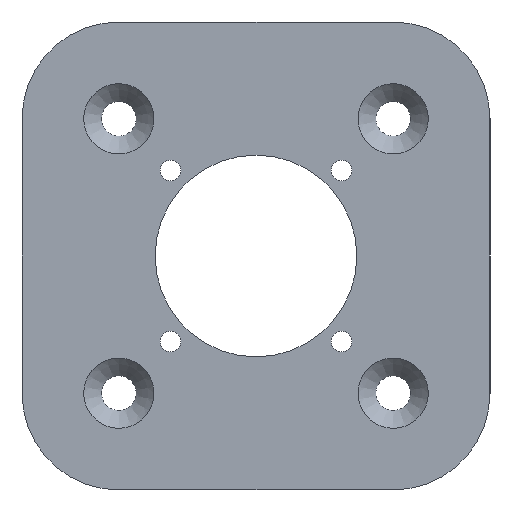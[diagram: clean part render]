
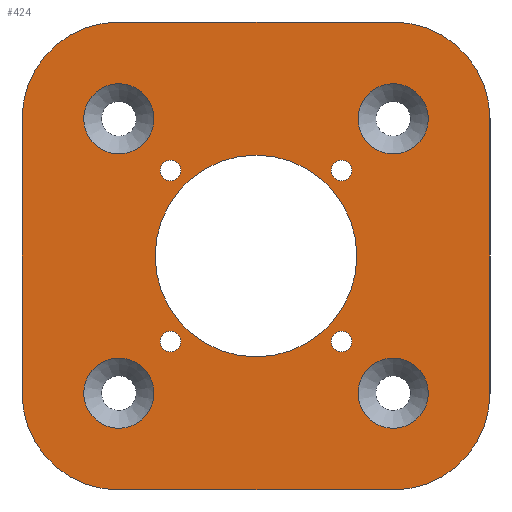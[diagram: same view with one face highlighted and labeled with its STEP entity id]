
A CAD part, left-side view. The second image highlights one B-rep face of the part: STEP entity #424.
In plain terms, the highlighted planar face has unit normal (-1, 0, 0).
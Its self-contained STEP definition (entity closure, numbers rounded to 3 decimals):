
#28=FACE_BOUND('',#77,.T.);
#29=FACE_BOUND('',#78,.T.);
#30=FACE_BOUND('',#79,.T.);
#31=FACE_BOUND('',#80,.T.);
#32=FACE_BOUND('',#81,.T.);
#33=FACE_BOUND('',#82,.T.);
#34=FACE_BOUND('',#83,.T.);
#35=FACE_BOUND('',#84,.T.);
#36=FACE_BOUND('',#85,.T.);
#46=PLANE('',#451);
#53=FACE_OUTER_BOUND('',#76,.T.);
#76=EDGE_LOOP('',(#305,#306,#307,#308,#309,#310,#311,#312));
#77=EDGE_LOOP('',(#313));
#78=EDGE_LOOP('',(#314));
#79=EDGE_LOOP('',(#315));
#80=EDGE_LOOP('',(#316));
#81=EDGE_LOOP('',(#317));
#82=EDGE_LOOP('',(#318));
#83=EDGE_LOOP('',(#319));
#84=EDGE_LOOP('',(#320));
#85=EDGE_LOOP('',(#321));
#117=LINE('',#650,#146);
#118=LINE('',#654,#147);
#119=LINE('',#658,#148);
#120=LINE('',#661,#149);
#146=VECTOR('',#514,10.);
#147=VECTOR('',#517,10.);
#148=VECTOR('',#520,10.);
#149=VECTOR('',#523,10.);
#174=CIRCLE('',#449,4.35);
#176=CIRCLE('',#452,12.);
#177=CIRCLE('',#453,12.);
#178=CIRCLE('',#454,12.);
#179=CIRCLE('',#455,12.);
#180=CIRCLE('',#456,4.35);
#181=CIRCLE('',#457,4.35);
#182=CIRCLE('',#458,12.5);
#183=CIRCLE('',#459,1.265);
#184=CIRCLE('',#460,1.265);
#185=CIRCLE('',#461,1.265);
#186=CIRCLE('',#462,1.265);
#187=CIRCLE('',#463,4.35);
#204=VERTEX_POINT('',#640);
#206=VERTEX_POINT('',#646);
#207=VERTEX_POINT('',#647);
#208=VERTEX_POINT('',#649);
#209=VERTEX_POINT('',#651);
#210=VERTEX_POINT('',#653);
#211=VERTEX_POINT('',#655);
#212=VERTEX_POINT('',#657);
#213=VERTEX_POINT('',#659);
#214=VERTEX_POINT('',#662);
#215=VERTEX_POINT('',#664);
#216=VERTEX_POINT('',#666);
#217=VERTEX_POINT('',#668);
#218=VERTEX_POINT('',#670);
#219=VERTEX_POINT('',#672);
#220=VERTEX_POINT('',#674);
#221=VERTEX_POINT('',#676);
#242=EDGE_CURVE('',#204,#204,#174,.T.);
#245=EDGE_CURVE('',#206,#207,#176,.T.);
#246=EDGE_CURVE('',#206,#208,#117,.T.);
#247=EDGE_CURVE('',#209,#208,#177,.T.);
#248=EDGE_CURVE('',#209,#210,#118,.T.);
#249=EDGE_CURVE('',#211,#210,#178,.T.);
#250=EDGE_CURVE('',#211,#212,#119,.T.);
#251=EDGE_CURVE('',#213,#212,#179,.T.);
#252=EDGE_CURVE('',#213,#207,#120,.T.);
#253=EDGE_CURVE('',#214,#214,#180,.T.);
#254=EDGE_CURVE('',#215,#215,#181,.T.);
#255=EDGE_CURVE('',#216,#216,#182,.T.);
#256=EDGE_CURVE('',#217,#217,#183,.T.);
#257=EDGE_CURVE('',#218,#218,#184,.T.);
#258=EDGE_CURVE('',#219,#219,#185,.T.);
#259=EDGE_CURVE('',#220,#220,#186,.T.);
#260=EDGE_CURVE('',#221,#221,#187,.T.);
#305=ORIENTED_EDGE('',*,*,#245,.F.);
#306=ORIENTED_EDGE('',*,*,#246,.T.);
#307=ORIENTED_EDGE('',*,*,#247,.F.);
#308=ORIENTED_EDGE('',*,*,#248,.T.);
#309=ORIENTED_EDGE('',*,*,#249,.F.);
#310=ORIENTED_EDGE('',*,*,#250,.T.);
#311=ORIENTED_EDGE('',*,*,#251,.F.);
#312=ORIENTED_EDGE('',*,*,#252,.T.);
#313=ORIENTED_EDGE('',*,*,#253,.F.);
#314=ORIENTED_EDGE('',*,*,#254,.F.);
#315=ORIENTED_EDGE('',*,*,#255,.T.);
#316=ORIENTED_EDGE('',*,*,#256,.T.);
#317=ORIENTED_EDGE('',*,*,#257,.T.);
#318=ORIENTED_EDGE('',*,*,#258,.T.);
#319=ORIENTED_EDGE('',*,*,#259,.T.);
#320=ORIENTED_EDGE('',*,*,#260,.F.);
#321=ORIENTED_EDGE('',*,*,#242,.F.);
#424=ADVANCED_FACE('',(#53,#28,#29,#30,#31,#32,#33,#34,#35,#36),#46,.F.);
#449=AXIS2_PLACEMENT_3D('',#641,#505,#506);
#451=AXIS2_PLACEMENT_3D('',#645,#510,#511);
#452=AXIS2_PLACEMENT_3D('',#648,#512,#513);
#453=AXIS2_PLACEMENT_3D('',#652,#515,#516);
#454=AXIS2_PLACEMENT_3D('',#656,#518,#519);
#455=AXIS2_PLACEMENT_3D('',#660,#521,#522);
#456=AXIS2_PLACEMENT_3D('',#663,#524,#525);
#457=AXIS2_PLACEMENT_3D('',#665,#526,#527);
#458=AXIS2_PLACEMENT_3D('',#667,#528,#529);
#459=AXIS2_PLACEMENT_3D('',#669,#530,#531);
#460=AXIS2_PLACEMENT_3D('',#671,#532,#533);
#461=AXIS2_PLACEMENT_3D('',#673,#534,#535);
#462=AXIS2_PLACEMENT_3D('',#675,#536,#537);
#463=AXIS2_PLACEMENT_3D('',#677,#538,#539);
#505=DIRECTION('center_axis',(-1.,0.,0.));
#506=DIRECTION('ref_axis',(0.,0.,-1.));
#510=DIRECTION('center_axis',(1.,0.,0.));
#511=DIRECTION('ref_axis',(0.,1.,0.));
#512=DIRECTION('center_axis',(1.,0.,0.));
#513=DIRECTION('ref_axis',(0.,-0.707,-0.707));
#514=DIRECTION('',(0.,0.,1.));
#515=DIRECTION('center_axis',(1.,0.,0.));
#516=DIRECTION('ref_axis',(0.,-0.707,0.707));
#517=DIRECTION('',(0.,1.,0.));
#518=DIRECTION('center_axis',(1.,0.,0.));
#519=DIRECTION('ref_axis',(0.,0.707,0.707));
#520=DIRECTION('',(0.,0.,-1.));
#521=DIRECTION('center_axis',(1.,0.,0.));
#522=DIRECTION('ref_axis',(0.,0.707,-0.707));
#523=DIRECTION('',(0.,-1.,0.));
#524=DIRECTION('center_axis',(-1.,0.,0.));
#525=DIRECTION('ref_axis',(0.,0.,-1.));
#526=DIRECTION('center_axis',(-1.,0.,0.));
#527=DIRECTION('ref_axis',(0.,0.,-1.));
#528=DIRECTION('center_axis',(1.,0.,0.));
#529=DIRECTION('ref_axis',(0.,0.,-1.));
#530=DIRECTION('center_axis',(1.,0.,0.));
#531=DIRECTION('ref_axis',(0.,0.,-1.));
#532=DIRECTION('center_axis',(1.,0.,0.));
#533=DIRECTION('ref_axis',(0.,0.,-1.));
#534=DIRECTION('center_axis',(1.,0.,0.));
#535=DIRECTION('ref_axis',(0.,0.,-1.));
#536=DIRECTION('center_axis',(1.,0.,0.));
#537=DIRECTION('ref_axis',(0.,0.,-1.));
#538=DIRECTION('center_axis',(-1.,0.,0.));
#539=DIRECTION('ref_axis',(0.,0.,-1.));
#640=CARTESIAN_POINT('',(-56.8,37.,41.35));
#641=CARTESIAN_POINT('Origin',(-56.8,37.,37.));
#645=CARTESIAN_POINT('Origin',(-56.8,20.,20.));
#646=CARTESIAN_POINT('',(-56.8,-9.,3.));
#647=CARTESIAN_POINT('',(-56.8,3.,-9.));
#648=CARTESIAN_POINT('Origin',(-56.8,3.,3.));
#649=CARTESIAN_POINT('',(-56.8,-9.,37.));
#650=CARTESIAN_POINT('',(-56.8,-9.,49.));
#651=CARTESIAN_POINT('',(-56.8,3.,49.));
#652=CARTESIAN_POINT('Origin',(-56.8,3.,37.));
#653=CARTESIAN_POINT('',(-56.8,37.,49.));
#654=CARTESIAN_POINT('',(-56.8,49.,49.));
#655=CARTESIAN_POINT('',(-56.8,49.,37.));
#656=CARTESIAN_POINT('Origin',(-56.8,37.,37.));
#657=CARTESIAN_POINT('',(-56.8,49.,3.));
#658=CARTESIAN_POINT('',(-56.8,49.,-9.));
#659=CARTESIAN_POINT('',(-56.8,37.,-9.));
#660=CARTESIAN_POINT('Origin',(-56.8,37.,3.));
#661=CARTESIAN_POINT('',(-56.8,-9.,-9.));
#662=CARTESIAN_POINT('',(-56.8,37.,7.35));
#663=CARTESIAN_POINT('Origin',(-56.8,37.,3.));
#664=CARTESIAN_POINT('',(-56.8,3.,41.35));
#665=CARTESIAN_POINT('Origin',(-56.8,3.,37.));
#666=CARTESIAN_POINT('',(-56.8,20.,32.5));
#667=CARTESIAN_POINT('Origin',(-56.8,20.,20.));
#668=CARTESIAN_POINT('',(-56.8,30.607,10.658));
#669=CARTESIAN_POINT('Origin',(-56.8,30.607,9.393));
#670=CARTESIAN_POINT('',(-56.8,30.607,31.871));
#671=CARTESIAN_POINT('Origin',(-56.8,30.607,30.607));
#672=CARTESIAN_POINT('',(-56.8,9.393,10.658));
#673=CARTESIAN_POINT('Origin',(-56.8,9.393,9.393));
#674=CARTESIAN_POINT('',(-56.8,9.393,31.871));
#675=CARTESIAN_POINT('Origin',(-56.8,9.393,30.607));
#676=CARTESIAN_POINT('',(-56.8,3.,7.35));
#677=CARTESIAN_POINT('Origin',(-56.8,3.,3.));
